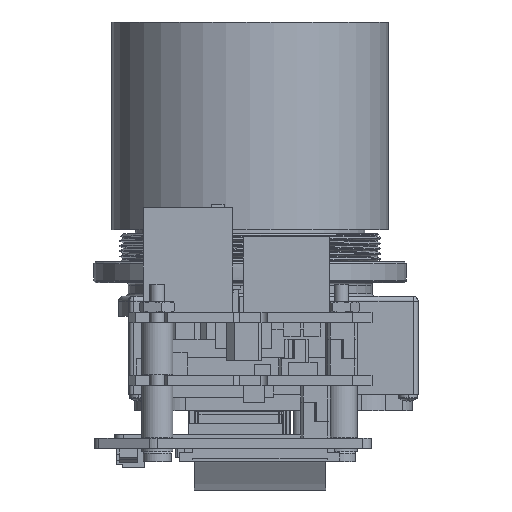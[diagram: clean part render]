
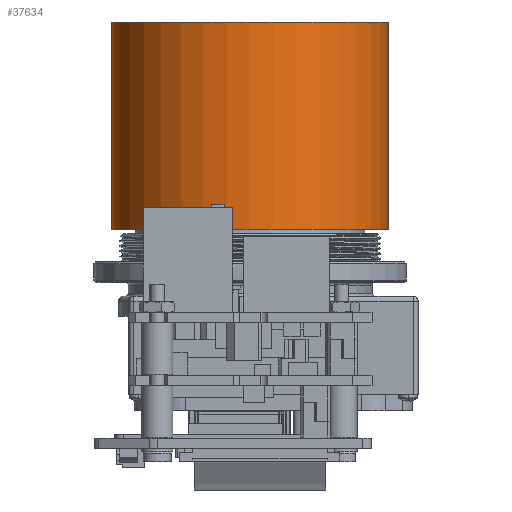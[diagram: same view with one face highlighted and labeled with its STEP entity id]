
A CAD part, left-side view. The second image highlights one B-rep face of the part: STEP entity #37634.
In plain terms, the highlighted cylindrical face has radius 21 mm (diameter 42 mm), a partial arc.
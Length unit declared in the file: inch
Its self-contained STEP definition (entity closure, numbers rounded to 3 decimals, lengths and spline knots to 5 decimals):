
#10253 = VECTOR ( 'NONE', #15232, 39.37008 ) ;
#10590 = CARTESIAN_POINT ( 'NONE',  ( 0.71792, 1.27536, 1.72008 ) ) ;
#13948 = ORIENTED_EDGE ( 'NONE', *, *, #28782, .F. ) ;
#14254 = DIRECTION ( 'NONE',  ( 0., 0., -1. ) ) ;
#15232 = DIRECTION ( 'NONE',  ( 0., 0., 1. ) ) ;
#20519 = CYLINDRICAL_SURFACE ( 'NONE', #82576, 0.82677 ) ;
#28717 = CARTESIAN_POINT ( 'NONE',  ( 0.71792, 1.27536, 2.96417 ) ) ;
#28774 = LINE ( 'NONE', #35036, #30563 ) ;
#28782 = EDGE_CURVE ( 'NONE', #32145, #34747, #35096, .T. ) ;
#30563 = VECTOR ( 'NONE', #48430, 39.37008 ) ;
#31117 = AXIS2_PLACEMENT_3D ( 'NONE', #28717, #54197, #49184 ) ;
#32145 = VERTEX_POINT ( 'NONE', #79162 ) ;
#33407 = EDGE_CURVE ( 'NONE', #71263, #34747, #53282, .T. ) ;
#34715 = AXIS2_PLACEMENT_3D ( 'NONE', #10590, #41108, #66982 ) ;
#34747 = VERTEX_POINT ( 'NONE', #79287 ) ;
#35036 = CARTESIAN_POINT ( 'NONE',  ( 0.71792, 2.10213, 1.72008 ) ) ;
#35096 = CIRCLE ( 'NONE', #31117, 0.82677 ) ;
#37634 = ADVANCED_FACE ( 'NONE', ( #80588 ), #20519, .T. ) ;
#41108 = DIRECTION ( 'NONE',  ( 0., 0., 1. ) ) ;
#44389 = ORIENTED_EDGE ( 'NONE', *, *, #61584, .F. ) ;
#46039 = CARTESIAN_POINT ( 'NONE',  ( 0.71792, 1.27536, 3.04193 ) ) ;
#48430 = DIRECTION ( 'NONE',  ( 0., 0., 1. ) ) ;
#49184 = DIRECTION ( 'NONE',  ( 0., 1., 0. ) ) ;
#49947 = VERTEX_POINT ( 'NONE', #62262 ) ;
#53282 = LINE ( 'NONE', #72465, #10253 ) ;
#53319 = EDGE_LOOP ( 'NONE', ( #75067, #58855, #13948, #44389 ) ) ;
#54197 = DIRECTION ( 'NONE',  ( 0., 0., 1. ) ) ;
#58855 = ORIENTED_EDGE ( 'NONE', *, *, #33407, .T. ) ;
#61584 = EDGE_CURVE ( 'NONE', #49947, #32145, #28774, .T. ) ;
#62262 = CARTESIAN_POINT ( 'NONE',  ( 0.71792, 2.10213, 1.72008 ) ) ;
#65078 = EDGE_CURVE ( 'NONE', #49947, #71263, #70715, .T. ) ;
#66439 = DIRECTION ( 'NONE',  ( 0., -1., 0. ) ) ;
#66982 = DIRECTION ( 'NONE',  ( 0., 1., 0. ) ) ;
#70715 = CIRCLE ( 'NONE', #34715, 0.82677 ) ;
#71263 = VERTEX_POINT ( 'NONE', #76768 ) ;
#72465 = CARTESIAN_POINT ( 'NONE',  ( 0.71792, 0.44859, 1.72008 ) ) ;
#75067 = ORIENTED_EDGE ( 'NONE', *, *, #65078, .T. ) ;
#76768 = CARTESIAN_POINT ( 'NONE',  ( 0.71792, 0.44859, 1.72008 ) ) ;
#79162 = CARTESIAN_POINT ( 'NONE',  ( 0.71792, 2.10213, 2.96417 ) ) ;
#79287 = CARTESIAN_POINT ( 'NONE',  ( 0.71792, 0.44859, 2.96417 ) ) ;
#80588 = FACE_OUTER_BOUND ( 'NONE', #53319, .T. ) ;
#82576 = AXIS2_PLACEMENT_3D ( 'NONE', #46039, #14254, #66439 ) ;
